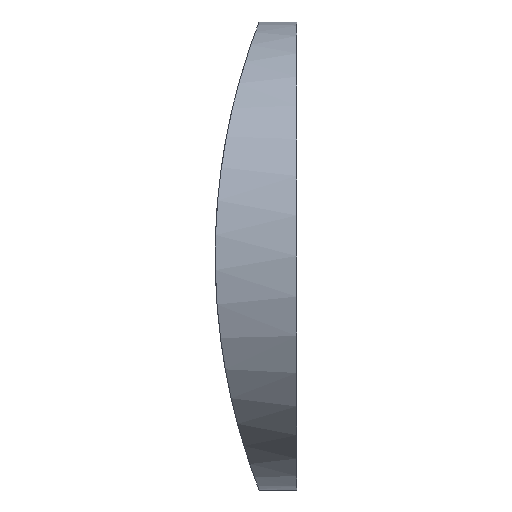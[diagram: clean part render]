
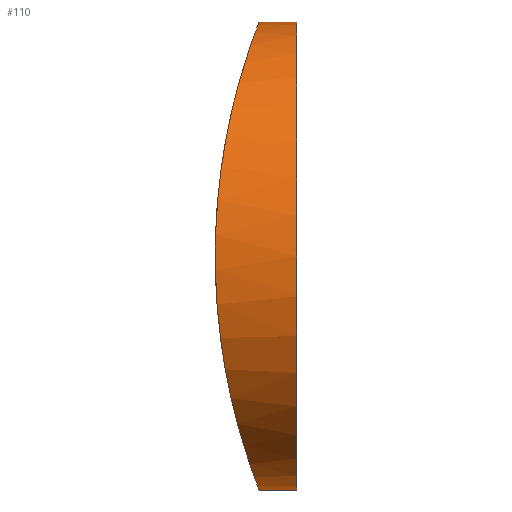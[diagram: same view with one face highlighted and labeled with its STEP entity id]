
A CAD part, front view. The second image highlights one B-rep face of the part: STEP entity #110.
In plain terms, the highlighted cylindrical face has radius 12.5 mm (diameter 25 mm), a partial arc.
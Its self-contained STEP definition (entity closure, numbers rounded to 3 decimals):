
#1 = CARTESIAN_POINT ( 'NONE',  ( -27.683, 12.5, 12.5 ) ) ;
#7 = EDGE_LOOP ( 'NONE', ( #151, #102, #87, #164 ) ) ;
#8 = CARTESIAN_POINT ( 'NONE',  ( -38.385, 12.5, 12.5 ) ) ;
#9 = CARTESIAN_POINT ( 'NONE',  ( -30.005, 0.082, 1.655 ) ) ;
#10 = CARTESIAN_POINT ( 'NONE',  ( -28.803, 3.95, 9.127 ) ) ;
#12 = CARTESIAN_POINT ( 'NONE',  ( -27.934, 8.458, 11.836 ) ) ;
#15 = CARTESIAN_POINT ( 'NONE',  ( -27.808, 9.631, -12.173 ) ) ;
#17 = DIRECTION ( 'NONE',  ( 1., 0., 0. ) ) ;
#21 = VERTEX_POINT ( 'NONE', #1 ) ;
#24 = CARTESIAN_POINT ( 'NONE',  ( -29.463, 1.664, 6.285 ) ) ;
#28 = CARTESIAN_POINT ( 'NONE',  ( -29.031, 3.104, -8.254 ) ) ;
#29 = CARTESIAN_POINT ( 'NONE',  ( -27.845, 9.247, 12.076 ) ) ;
#33 = CARTESIAN_POINT ( 'NONE',  ( -25.685, 12.5, -12.5 ) ) ;
#36 = VERTEX_POINT ( 'NONE', #147 ) ;
#42 = CARTESIAN_POINT ( 'NONE',  ( -29.031, 3.093, 8.271 ) ) ;
#43 = CARTESIAN_POINT ( 'NONE',  ( -28.285, 6.222, 10.84 ) ) ;
#48 = DIRECTION ( 'NONE',  ( 0., 0., -1. ) ) ;
#50 = CARTESIAN_POINT ( 'NONE',  ( -29.18, 2.587, -7.625 ) ) ;
#55 = CARTESIAN_POINT ( 'NONE',  ( -29.881, 0.429, 3.274 ) ) ;
#56 = CARTESIAN_POINT ( 'NONE',  ( -28.154, 6.933, -11.222 ) ) ;
#60 = EDGE_CURVE ( 'NONE', #21, #36, #61, .T. ) ;
#61 = LINE ( 'NONE', #8, #124 ) ;
#62 = DIRECTION ( 'NONE',  ( 1., 0., 0. ) ) ;
#64 = CARTESIAN_POINT ( 'NONE',  ( -29.59, 1.277, -5.565 ) ) ;
#66 = CARTESIAN_POINT ( 'NONE',  ( -38.385, 12.5, -12.5 ) ) ;
#67 = CARTESIAN_POINT ( 'NONE',  ( -27.936, 8.442, -11.83 ) ) ;
#72 = CYLINDRICAL_SURFACE ( 'NONE', #74, 12.5 ) ;
#73 = CARTESIAN_POINT ( 'NONE',  ( -28.955, 3.376, -8.554 ) ) ;
#74 = AXIS2_PLACEMENT_3D ( 'NONE', #81, #17, #180 ) ;
#76 = CARTESIAN_POINT ( 'NONE',  ( -29.463, 1.662, -6.281 ) ) ;
#78 = CARTESIAN_POINT ( 'NONE',  ( -29.749, 0.809, 4.444 ) ) ;
#80 = CARTESIAN_POINT ( 'NONE',  ( -28.153, 6.937, 11.224 ) ) ;
#81 = CARTESIAN_POINT ( 'NONE',  ( -38.385, 12.5, 0. ) ) ;
#82 = CARTESIAN_POINT ( 'NONE',  ( -27.987, 8.058, -11.691 ) ) ;
#83 = CARTESIAN_POINT ( 'NONE',  ( -28.728, 4.232, -9.41 ) ) ;
#87 = ORIENTED_EDGE ( 'NONE', *, *, #160, .T. ) ;
#88 = CARTESIAN_POINT ( 'NONE',  ( -30.005, 0.082, -1.651 ) ) ;
#91 = CARTESIAN_POINT ( 'NONE',  ( -29.917, 0.327, 2.87 ) ) ;
#92 = CARTESIAN_POINT ( 'NONE',  ( -28.726, 4.25, 9.399 ) ) ;
#93 = VECTOR ( 'NONE', #205, 1000. ) ;
#96 = CARTESIAN_POINT ( 'NONE',  ( -27.683, 12.5, 12.5 ) ) ;
#98 = EDGE_CURVE ( 'NONE', #21, #142, #154, .T. ) ;
#99 = CARTESIAN_POINT ( 'NONE',  ( -30.035, 0., -0.833 ) ) ;
#102 = ORIENTED_EDGE ( 'NONE', *, *, #98, .T. ) ;
#106 = CARTESIAN_POINT ( 'NONE',  ( -27.807, 9.645, 12.176 ) ) ;
#108 = CARTESIAN_POINT ( 'NONE',  ( -27.985, 8.069, 11.695 ) ) ;
#109 = DIRECTION ( 'NONE',  ( 1., 0., 0. ) ) ;
#110 = ADVANCED_FACE ( 'NONE', ( #129 ), #72, .T. ) ;
#116 = CARTESIAN_POINT ( 'NONE',  ( -28.286, 6.218, -10.838 ) ) ;
#120 = CIRCLE ( 'NONE', #150, 12.5 ) ;
#124 = VECTOR ( 'NONE', #109, 1000. ) ;
#125 = CARTESIAN_POINT ( 'NONE',  ( -29.883, 0.424, -3.254 ) ) ;
#126 = CARTESIAN_POINT ( 'NONE',  ( -29.918, 0.324, -2.856 ) ) ;
#127 = CARTESIAN_POINT ( 'NONE',  ( -28.575, 4.878, 9.916 ) ) ;
#129 = FACE_OUTER_BOUND ( 'NONE', #7, .T. ) ;
#131 = CARTESIAN_POINT ( 'NONE',  ( -27.715, 10.849, 12.418 ) ) ;
#134 = CARTESIAN_POINT ( 'NONE',  ( -29.797, 0.67, 4.06 ) ) ;
#140 = CARTESIAN_POINT ( 'NONE',  ( -29.254, 2.342, -7.295 ) ) ;
#142 = VERTEX_POINT ( 'NONE', #149 ) ;
#147 = CARTESIAN_POINT ( 'NONE',  ( -25.685, 12.5, 12.5 ) ) ;
#149 = CARTESIAN_POINT ( 'NONE',  ( -27.683, 12.5, -12.5 ) ) ;
#150 = AXIS2_PLACEMENT_3D ( 'NONE', #189, #62, #48 ) ;
#151 = ORIENTED_EDGE ( 'NONE', *, *, #60, .F. ) ;
#154 = B_SPLINE_CURVE_WITH_KNOTS ( 'NONE', 3,
 ( #96, #179, #131, #106, #29, #12, #108, #80, #43, #200, #127, #92, #10, #42, #202, #24, #211, #78, #134, #55, #91, #9, #168, #99, #88, #126, #125, #213, #165, #64, #76, #140, #50, #28, #73, #83, #184, #116, #56, #82, #67, #191, #15, #170, #190, #176 ),
 .UNSPECIFIED., .F., .F.,
 ( 4, 2, 2, 2, 2, 2, 2, 2, 2, 2, 2, 2, 2, 2, 2, 2, 2, 2, 2, 2, 2, 2, 4 ),
 ( 0.02, 0.022, 0.023, 0.025, 0.027, 0.028, 0.03, 0.032, 0.034, 0.036, 0.037, 0.039, 0.042, 0.043, 0.044, 0.047, 0.048, 0.049, 0.052, 0.054, 0.055, 0.057, 0.059 ),
 .UNSPECIFIED. ) ;
#160 = EDGE_CURVE ( 'NONE', #142, #161, #166, .T. ) ;
#161 = VERTEX_POINT ( 'NONE', #33 ) ;
#164 = ORIENTED_EDGE ( 'NONE', *, *, #216, .F. ) ;
#165 = CARTESIAN_POINT ( 'NONE',  ( -29.75, 0.805, -4.433 ) ) ;
#166 = LINE ( 'NONE', #66, #93 ) ;
#168 = CARTESIAN_POINT ( 'NONE',  ( -30.035, 0., 0.833 ) ) ;
#170 = CARTESIAN_POINT ( 'NONE',  ( -27.715, 10.846, -12.418 ) ) ;
#176 = CARTESIAN_POINT ( 'NONE',  ( -27.683, 12.5, -12.5 ) ) ;
#179 = CARTESIAN_POINT ( 'NONE',  ( -27.683, 11.667, 12.5 ) ) ;
#180 = DIRECTION ( 'NONE',  ( 0., 0., -1. ) ) ;
#184 = CARTESIAN_POINT ( 'NONE',  ( -28.575, 4.857, -9.925 ) ) ;
#189 = CARTESIAN_POINT ( 'NONE',  ( -25.685, 12.5, 0. ) ) ;
#190 = CARTESIAN_POINT ( 'NONE',  ( -27.683, 11.667, -12.5 ) ) ;
#191 = CARTESIAN_POINT ( 'NONE',  ( -27.847, 9.227, -12.071 ) ) ;
#200 = CARTESIAN_POINT ( 'NONE',  ( -28.5, 5.208, 10.161 ) ) ;
#202 = CARTESIAN_POINT ( 'NONE',  ( -29.181, 2.578, 7.646 ) ) ;
#205 = DIRECTION ( 'NONE',  ( 1., 0., 0. ) ) ;
#211 = CARTESIAN_POINT ( 'NONE',  ( -29.589, 1.28, 5.569 ) ) ;
#213 = CARTESIAN_POINT ( 'NONE',  ( -29.799, 0.665, -4.043 ) ) ;
#216 = EDGE_CURVE ( 'NONE', #36, #161, #120, .T. ) ;
